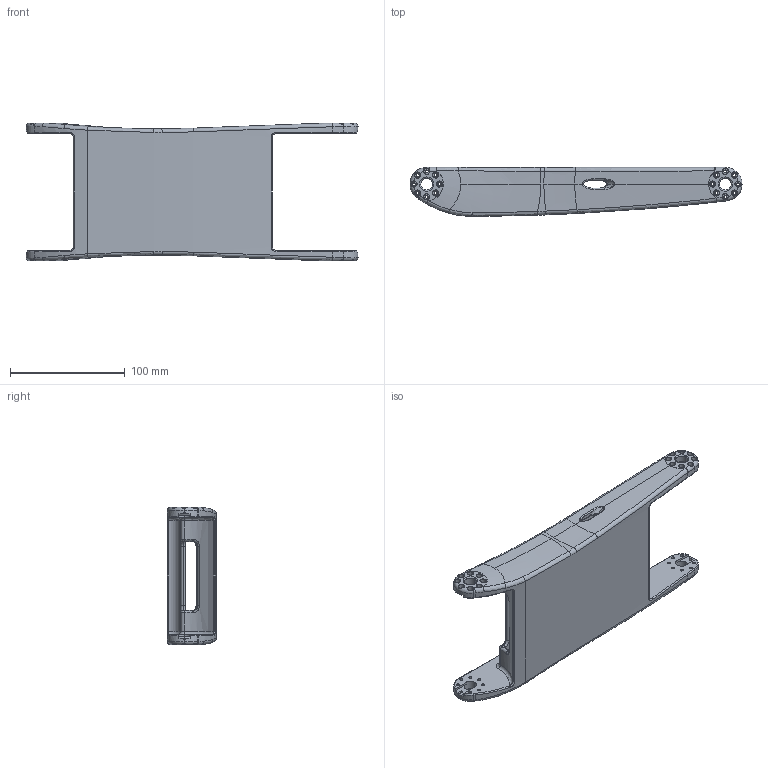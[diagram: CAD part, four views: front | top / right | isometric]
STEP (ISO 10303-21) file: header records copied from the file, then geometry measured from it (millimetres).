
FILE_DESCRIPTION (( 'STEP AP214' ), '1' );
FILE_NAME ('ThighFrontv4.STEP', '2017-09-25T15:04:11', ( '' ), ( '' ), 'SwSTEP 2.0', 'SolidWorks 2016', '' );
FILE_SCHEMA (( 'AUTOMOTIVE_DESIGN' ));
Length unit declared in the file: millimetre
Products named in the file (2): ThighFrontv4
Bounding box: 289 x 42.67 x 120 mm (x, y, z)
Volume: 271654.1 mm3; surface area: 121439.3 mm2
Topology: 1 solids, 1 shells, 606 faces, 1498 edges, 881 vertices
Faces by surface type: cylinder 238, torus 147, bspline 118, plane 79, sphere 18, cone 6
Entity records: 24649 total; most frequent: CARTESIAN_POINT 10635, DIRECTION 3044, ORIENTED_EDGE 2944, EDGE_CURVE 1472, AXIS2_PLACEMENT_3D 1350, VERTEX_POINT 875, CIRCLE 860, EDGE_LOOP 691
